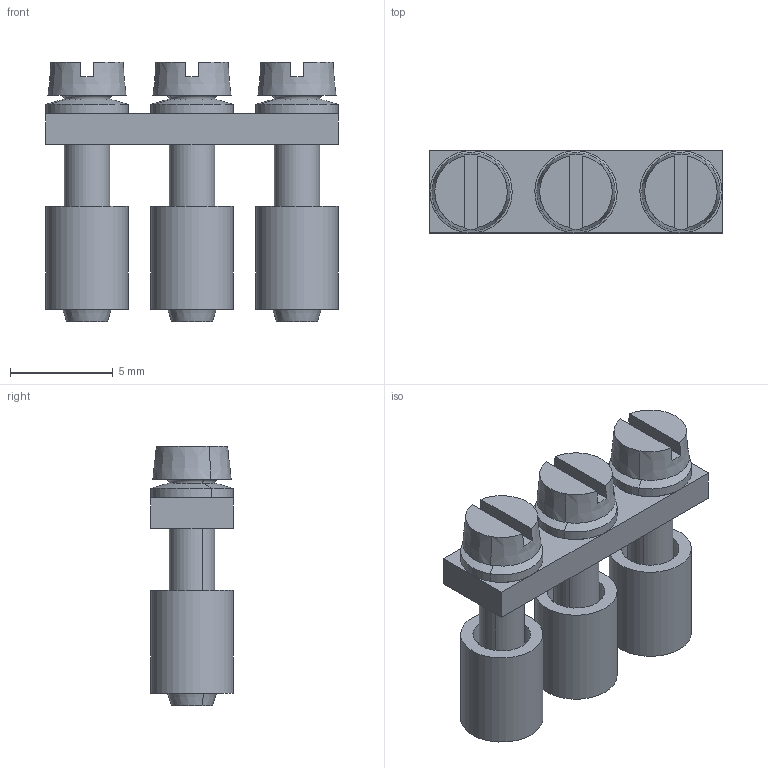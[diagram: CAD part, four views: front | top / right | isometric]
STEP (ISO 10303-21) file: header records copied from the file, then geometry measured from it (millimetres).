
FILE_DESCRIPTION(('CATIA V5 STEP Exchange','CAx-IF Rec.Pracs.--- Model Styling and Organization---1.4--- 2014-01-23'),'2;1');
FILE_NAME ('001891-4_1_0368300000_0368300000.stp','2021-12-06T09:27:50+00:00',('none'),('Weidmueller'),'CATIA Version 5-6 Release 2016 SP3 HF44','CATIA V5 STEP AP214','none');
FILE_SCHEMA(('AUTOMOTIVE_DESIGN { 1 0 10303 214 1 1 1 1 }'));
Length unit declared in the file: millimetre
Products named in the file (1): Q_3_AKZ1.5_AllCATPart
Bounding box: 14.2 x 4 x 12.6 mm (x, y, z)
Volume: 347.7 mm3; surface area: 990 mm2
Topology: 10 solids, 10 shells, 117 faces, 246 edges, 152 vertices
Faces by surface type: plane 45, cylinder 36, cone 30, torus 6
Entity records: 2893 total; most frequent: CARTESIAN_POINT 517, ORIENTED_EDGE 492, DIRECTION 398, EDGE_CURVE 246, AXIS2_PLACEMENT_3D 209, VERTEX_POINT 152, EDGE_LOOP 132, CIRCLE 126
